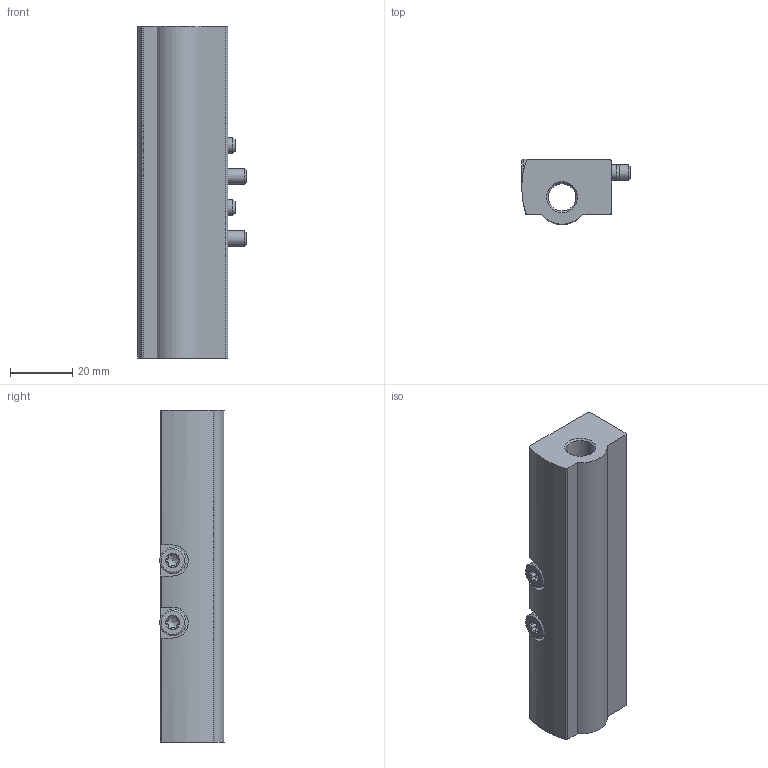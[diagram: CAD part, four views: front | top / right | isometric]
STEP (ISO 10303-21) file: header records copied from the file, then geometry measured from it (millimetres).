
FILE_DESCRIPTION(/* description */ ('STEP AP214'),/* implementation_level */ '2;1');
FILE_NAME(/* name */ '541725_DADP-DGC-18-GF',/* time_stamp */ '2024-08-12T19:49:50+02:00',/* author */ ('License CC BY-ND 4.0'),/* organization */ ('CADENAS'),/* preprocessor_version */ 'ST-DEVELOPER v19.3',/* originating_system */ 'PARTsolutions',/* authorisation */ ' ');
FILE_SCHEMA (('AUTOMOTIVE_DESIGN {1 0 10303 214 3 1 1}'));
Length unit declared in the file: millimetre
Products named in the file (4): 541725 DADP-DGC-18-GF; 541725 DADP-DGC-18-GF---(S); ISO 14579 M5x30(F); 150928 ZBS-5
Assembly tree (5 placements, depth 2):
  541725 DADP-DGC-18-GF
    541725 DADP-DGC-18-GF---(S)
    ISO 14579 M5x30(F)  x2
    150928 ZBS-5  x2
Bounding box: 35 x 20.92 x 107 mm (x, y, z)
Volume: 48422.1 mm3; surface area: 16688.3 mm2
Topology: 5 solids, 5 shells, 108 faces, 246 edges, 154 vertices
Faces by surface type: cylinder 48, plane 28, cone 26, torus 6
Full cylindrical faces by diameter (mm): 5 x5, 5.5 x2, 8.5 x2, 8.917 x2, 10.3 x1
Entity records: 2159 total; most frequent: CARTESIAN_POINT 466, DIRECTION 334, ORIENTED_EDGE 296, EDGE_CURVE 148, AXIS2_PLACEMENT_3D 139, VERTEX_POINT 107, FACE_BOUND 105, EDGE_LOOP 104
